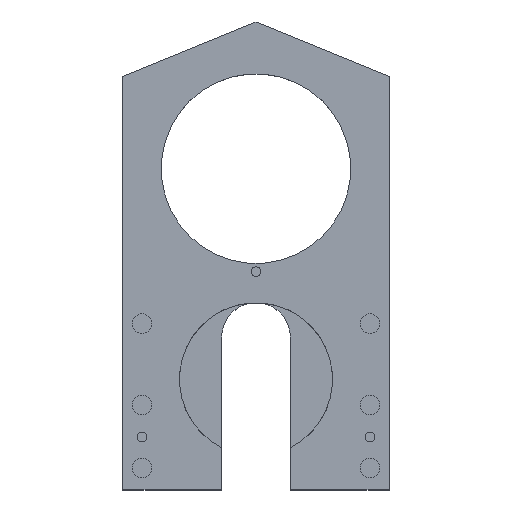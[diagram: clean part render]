
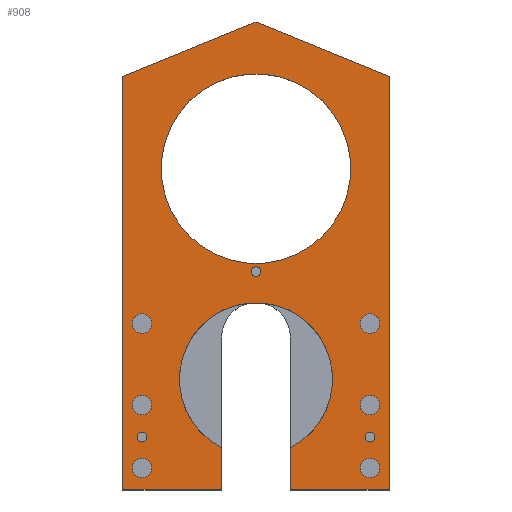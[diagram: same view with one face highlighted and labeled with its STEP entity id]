
A CAD part, top view. The second image highlights one B-rep face of the part: STEP entity #908.
In plain terms, the highlighted planar face has unit normal (0, 0, 1).
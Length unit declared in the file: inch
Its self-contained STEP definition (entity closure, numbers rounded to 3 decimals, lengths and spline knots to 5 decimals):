
#15=FACE_BOUND('',#160,.T.);
#16=FACE_BOUND('',#161,.T.);
#17=FACE_BOUND('',#162,.T.);
#18=FACE_BOUND('',#163,.T.);
#19=FACE_BOUND('',#164,.T.);
#20=FACE_BOUND('',#165,.T.);
#21=FACE_BOUND('',#166,.T.);
#22=FACE_BOUND('',#167,.T.);
#23=FACE_BOUND('',#168,.T.);
#24=FACE_BOUND('',#169,.T.);
#56=PLANE('',#1001);
#106=FACE_OUTER_BOUND('',#159,.T.);
#159=EDGE_LOOP('',(#773,#774,#775,#776,#777,#778,#779,#780,#781));
#160=EDGE_LOOP('',(#782));
#161=EDGE_LOOP('',(#783));
#162=EDGE_LOOP('',(#784));
#163=EDGE_LOOP('',(#785));
#164=EDGE_LOOP('',(#786));
#165=EDGE_LOOP('',(#787));
#166=EDGE_LOOP('',(#788));
#167=EDGE_LOOP('',(#789));
#168=EDGE_LOOP('',(#790));
#169=EDGE_LOOP('',(#791,#792,#793,#794));
#244=LINE('',#1450,#340);
#248=LINE('',#1458,#344);
#255=LINE('',#1486,#351);
#257=LINE('',#1490,#353);
#258=LINE('',#1492,#354);
#259=LINE('',#1494,#355);
#260=LINE('',#1496,#356);
#261=LINE('',#1498,#357);
#262=LINE('',#1499,#358);
#263=LINE('',#1503,#359);
#340=VECTOR('',#1184,0.3937);
#344=VECTOR('',#1190,0.3937);
#351=VECTOR('',#1225,0.3937);
#353=VECTOR('',#1229,0.3937);
#354=VECTOR('',#1230,0.3937);
#355=VECTOR('',#1231,0.3937);
#356=VECTOR('',#1232,0.3937);
#357=VECTOR('',#1233,0.3937);
#358=VECTOR('',#1234,0.3937);
#359=VECTOR('',#1237,0.3937);
#373=CIRCLE('',#935,0.125);
#375=CIRCLE('',#939,0.125);
#377=CIRCLE('',#943,0.125);
#379=CIRCLE('',#947,0.125);
#381=CIRCLE('',#951,0.125);
#383=CIRCLE('',#955,0.125);
#385=CIRCLE('',#959,0.062);
#387=CIRCLE('',#963,0.062);
#389=CIRCLE('',#967,0.062);
#394=CIRCLE('',#993,0.982);
#399=CIRCLE('',#1002,1.215);
#400=CIRCLE('',#1003,1.215);
#401=VERTEX_POINT('',#1277);
#403=VERTEX_POINT('',#1284);
#405=VERTEX_POINT('',#1291);
#407=VERTEX_POINT('',#1298);
#409=VERTEX_POINT('',#1305);
#411=VERTEX_POINT('',#1312);
#413=VERTEX_POINT('',#1319);
#415=VERTEX_POINT('',#1326);
#417=VERTEX_POINT('',#1333);
#458=VERTEX_POINT('',#1447);
#459=VERTEX_POINT('',#1449);
#461=VERTEX_POINT('',#1455);
#462=VERTEX_POINT('',#1457);
#464=VERTEX_POINT('',#1468);
#469=VERTEX_POINT('',#1484);
#470=VERTEX_POINT('',#1489);
#471=VERTEX_POINT('',#1491);
#472=VERTEX_POINT('',#1493);
#473=VERTEX_POINT('',#1495);
#474=VERTEX_POINT('',#1497);
#475=VERTEX_POINT('',#1500);
#476=VERTEX_POINT('',#1502);
#482=EDGE_CURVE('',#401,#401,#373,.T.);
#485=EDGE_CURVE('',#403,#403,#375,.T.);
#488=EDGE_CURVE('',#405,#405,#377,.T.);
#491=EDGE_CURVE('',#407,#407,#379,.T.);
#494=EDGE_CURVE('',#409,#409,#381,.T.);
#497=EDGE_CURVE('',#411,#411,#383,.T.);
#500=EDGE_CURVE('',#413,#413,#385,.T.);
#503=EDGE_CURVE('',#415,#415,#387,.T.);
#506=EDGE_CURVE('',#417,#417,#389,.T.);
#563=EDGE_CURVE('',#459,#458,#244,.T.);
#567=EDGE_CURVE('',#462,#461,#248,.T.);
#573=EDGE_CURVE('',#458,#464,#394,.T.);
#582=EDGE_CURVE('',#464,#469,#255,.T.);
#584=EDGE_CURVE('',#469,#470,#257,.T.);
#585=EDGE_CURVE('',#470,#471,#258,.T.);
#586=EDGE_CURVE('',#471,#472,#259,.T.);
#587=EDGE_CURVE('',#472,#473,#260,.T.);
#588=EDGE_CURVE('',#473,#474,#261,.T.);
#589=EDGE_CURVE('',#474,#459,#262,.T.);
#590=EDGE_CURVE('',#461,#475,#399,.T.);
#591=EDGE_CURVE('',#475,#476,#263,.T.);
#592=EDGE_CURVE('',#476,#462,#400,.T.);
#773=ORIENTED_EDGE('',*,*,#573,.T.);
#774=ORIENTED_EDGE('',*,*,#582,.T.);
#775=ORIENTED_EDGE('',*,*,#584,.T.);
#776=ORIENTED_EDGE('',*,*,#585,.T.);
#777=ORIENTED_EDGE('',*,*,#586,.T.);
#778=ORIENTED_EDGE('',*,*,#587,.T.);
#779=ORIENTED_EDGE('',*,*,#588,.T.);
#780=ORIENTED_EDGE('',*,*,#589,.T.);
#781=ORIENTED_EDGE('',*,*,#563,.T.);
#782=ORIENTED_EDGE('',*,*,#482,.T.);
#783=ORIENTED_EDGE('',*,*,#485,.T.);
#784=ORIENTED_EDGE('',*,*,#488,.T.);
#785=ORIENTED_EDGE('',*,*,#491,.T.);
#786=ORIENTED_EDGE('',*,*,#494,.T.);
#787=ORIENTED_EDGE('',*,*,#497,.T.);
#788=ORIENTED_EDGE('',*,*,#500,.T.);
#789=ORIENTED_EDGE('',*,*,#503,.T.);
#790=ORIENTED_EDGE('',*,*,#506,.T.);
#791=ORIENTED_EDGE('',*,*,#567,.T.);
#792=ORIENTED_EDGE('',*,*,#590,.T.);
#793=ORIENTED_EDGE('',*,*,#591,.T.);
#794=ORIENTED_EDGE('',*,*,#592,.T.);
#908=ADVANCED_FACE('',(#106,#15,#16,#17,#18,#19,#20,#21,#22,#23,#24),#56,
 .T.);
#935=AXIS2_PLACEMENT_3D('',#1278,#1019,#1020);
#939=AXIS2_PLACEMENT_3D('',#1285,#1028,#1029);
#943=AXIS2_PLACEMENT_3D('',#1292,#1037,#1038);
#947=AXIS2_PLACEMENT_3D('',#1299,#1046,#1047);
#951=AXIS2_PLACEMENT_3D('',#1306,#1055,#1056);
#955=AXIS2_PLACEMENT_3D('',#1313,#1064,#1065);
#959=AXIS2_PLACEMENT_3D('',#1320,#1073,#1074);
#963=AXIS2_PLACEMENT_3D('',#1327,#1082,#1083);
#967=AXIS2_PLACEMENT_3D('',#1334,#1091,#1092);
#993=AXIS2_PLACEMENT_3D('',#1469,#1205,#1206);
#1001=AXIS2_PLACEMENT_3D('',#1488,#1227,#1228);
#1002=AXIS2_PLACEMENT_3D('',#1501,#1235,#1236);
#1003=AXIS2_PLACEMENT_3D('',#1504,#1238,#1239);
#1019=DIRECTION('center_axis',(0.,0.,-1.));
#1020=DIRECTION('ref_axis',(-1.,0.,0.));
#1028=DIRECTION('center_axis',(0.,0.,-1.));
#1029=DIRECTION('ref_axis',(-1.,0.,0.));
#1037=DIRECTION('center_axis',(0.,0.,-1.));
#1038=DIRECTION('ref_axis',(-1.,0.,0.));
#1046=DIRECTION('center_axis',(0.,0.,-1.));
#1047=DIRECTION('ref_axis',(-1.,0.,0.));
#1055=DIRECTION('center_axis',(0.,0.,-1.));
#1056=DIRECTION('ref_axis',(-1.,0.,0.));
#1064=DIRECTION('center_axis',(0.,0.,-1.));
#1065=DIRECTION('ref_axis',(-1.,0.,0.));
#1073=DIRECTION('center_axis',(0.,0.,-1.));
#1074=DIRECTION('ref_axis',(-1.,0.,0.));
#1082=DIRECTION('center_axis',(0.,0.,-1.));
#1083=DIRECTION('ref_axis',(-1.,0.,0.));
#1091=DIRECTION('center_axis',(0.,0.,-1.));
#1092=DIRECTION('ref_axis',(-1.,0.,0.));
#1184=DIRECTION('',(0.,1.,0.));
#1190=DIRECTION('',(0.,1.,0.));
#1205=DIRECTION('center_axis',(0.,0.,-1.));
#1206=DIRECTION('ref_axis',(0.449,-0.893,0.));
#1225=DIRECTION('',(0.,-1.,0.));
#1227=DIRECTION('center_axis',(0.,0.,1.));
#1228=DIRECTION('ref_axis',(1.,0.,0.));
#1229=DIRECTION('',(1.,0.,0.));
#1230=DIRECTION('',(0.,1.,0.));
#1231=DIRECTION('',(-0.925,0.379,0.));
#1232=DIRECTION('',(-0.925,-0.379,0.));
#1233=DIRECTION('',(0.,-1.,0.));
#1234=DIRECTION('',(1.,0.,0.));
#1235=DIRECTION('center_axis',(0.,0.,-1.));
#1236=DIRECTION('ref_axis',(1.,0.,0.));
#1237=DIRECTION('',(0.,-1.,0.));
#1238=DIRECTION('center_axis',(0.,0.,-1.));
#1239=DIRECTION('ref_axis',(1.,0.,0.));
#1277=CARTESIAN_POINT('',(1.587,2.133,0.469));
#1278=CARTESIAN_POINT('Origin',(1.462,2.133,0.469));
#1284=CARTESIAN_POINT('',(-1.337,2.133,0.469));
#1285=CARTESIAN_POINT('Origin',(-1.462,2.133,0.469));
#1291=CARTESIAN_POINT('',(1.587,1.089,0.469));
#1292=CARTESIAN_POINT('Origin',(1.462,1.089,0.469));
#1298=CARTESIAN_POINT('',(-1.337,0.281,0.469));
#1299=CARTESIAN_POINT('Origin',(-1.462,0.281,0.469));
#1305=CARTESIAN_POINT('',(-1.337,1.089,0.469));
#1306=CARTESIAN_POINT('Origin',(-1.462,1.089,0.469));
#1312=CARTESIAN_POINT('',(1.587,0.281,0.469));
#1313=CARTESIAN_POINT('Origin',(1.462,0.281,0.469));
#1319=CARTESIAN_POINT('',(0.062,2.8,0.469));
#1320=CARTESIAN_POINT('Origin',(0.,2.8,0.469));
#1326=CARTESIAN_POINT('',(1.524,0.678,0.469));
#1327=CARTESIAN_POINT('Origin',(1.462,0.678,0.469));
#1333=CARTESIAN_POINT('',(-1.4,0.678,0.469));
#1334=CARTESIAN_POINT('Origin',(-1.462,0.678,0.469));
#1447=CARTESIAN_POINT('',(-0.441,0.54059,0.469));
#1449=CARTESIAN_POINT('',(-0.441,0.,0.469));
#1450=CARTESIAN_POINT('',(-0.441,1.959,0.469));
#1455=CARTESIAN_POINT('',(-1.2075,4.25441,0.469));
#1457=CARTESIAN_POINT('',(-1.2075,3.98482,0.469));
#1458=CARTESIAN_POINT('',(-1.2075,4.96459,0.469));
#1468=CARTESIAN_POINT('',(0.441,0.54059,0.469));
#1469=CARTESIAN_POINT('Origin',(0.,1.418,0.469));
#1484=CARTESIAN_POINT('',(0.441,0.,0.469));
#1486=CARTESIAN_POINT('',(0.441,1.959,0.469));
#1488=CARTESIAN_POINT('Origin',(0.,3.,0.469));
#1489=CARTESIAN_POINT('',(1.7075,0.,0.469));
#1490=CARTESIAN_POINT('',(1.7075,0.,0.469));
#1491=CARTESIAN_POINT('',(1.7075,5.3,0.469));
#1492=CARTESIAN_POINT('',(1.7075,5.3,0.469));
#1493=CARTESIAN_POINT('',(0.,6.,0.469));
#1494=CARTESIAN_POINT('',(0.,6.,0.469));
#1495=CARTESIAN_POINT('',(-1.7075,5.3,0.469));
#1496=CARTESIAN_POINT('',(0.,6.,0.469));
#1497=CARTESIAN_POINT('',(-1.7075,0.,0.469));
#1498=CARTESIAN_POINT('',(-1.7075,5.3,0.469));
#1499=CARTESIAN_POINT('',(-1.7075,0.,0.469));
#1500=CARTESIAN_POINT('',(1.2075,4.25441,0.469));
#1501=CARTESIAN_POINT('Origin',(0.,4.11961,0.469));
#1502=CARTESIAN_POINT('',(1.2075,3.98482,0.469));
#1503=CARTESIAN_POINT('',(1.2075,4.96459,0.469));
#1504=CARTESIAN_POINT('Origin',(0.,4.11961,0.469));
